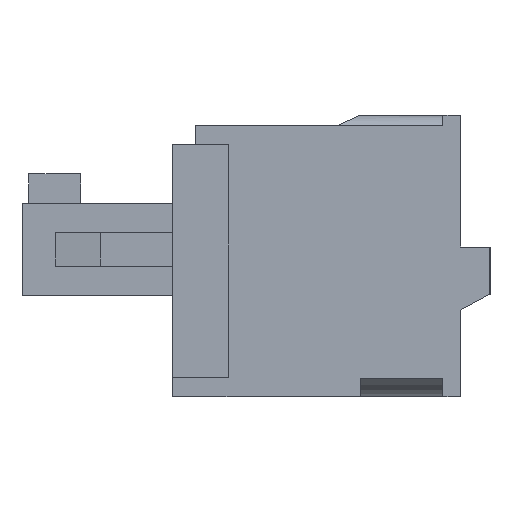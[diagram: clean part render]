
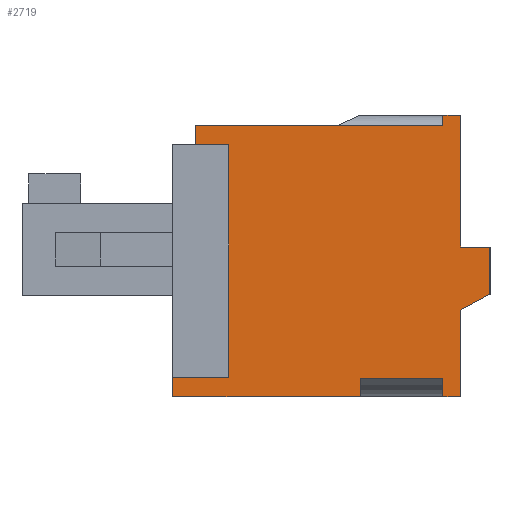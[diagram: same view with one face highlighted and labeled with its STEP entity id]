
A CAD part, left-side view. The second image highlights one B-rep face of the part: STEP entity #2719.
In plain terms, the highlighted planar face has unit normal (-1, 0, 0).
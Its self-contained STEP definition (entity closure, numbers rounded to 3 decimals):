
#2719 = ADVANCED_FACE( '', ( #6322 ), #6323, .T. );
#6322 = FACE_OUTER_BOUND( '', #10965, .T. );
#6323 = PLANE( '', #10966 );
#10965 = EDGE_LOOP( '', ( #18580, #18581, #18582, #18583, #18584, #18585, #18586, #18587, #18588, #18589, #18590, #18591, #18592, #18593, #18594, #18595, #18596, #18597 ) );
#10966 = AXIS2_PLACEMENT_3D( '', #18598, #18599, #18600 );
#18580 = ORIENTED_EDGE( '', *, *, #31402, .T. );
#18581 = ORIENTED_EDGE( '', *, *, #31195, .T. );
#18582 = ORIENTED_EDGE( '', *, *, #31403, .F. );
#18583 = ORIENTED_EDGE( '', *, *, #31404, .F. );
#18584 = ORIENTED_EDGE( '', *, *, #28912, .T. );
#18585 = ORIENTED_EDGE( '', *, *, #31405, .T. );
#18586 = ORIENTED_EDGE( '', *, *, #31406, .T. );
#18587 = ORIENTED_EDGE( '', *, *, #31407, .F. );
#18588 = ORIENTED_EDGE( '', *, *, #31408, .T. );
#18589 = ORIENTED_EDGE( '', *, *, #31409, .T. );
#18590 = ORIENTED_EDGE( '', *, *, #31350, .T. );
#18591 = ORIENTED_EDGE( '', *, *, #29860, .F. );
#18592 = ORIENTED_EDGE( '', *, *, #31410, .F. );
#18593 = ORIENTED_EDGE( '', *, *, #31411, .T. );
#18594 = ORIENTED_EDGE( '', *, *, #31412, .F. );
#18595 = ORIENTED_EDGE( '', *, *, #31413, .T. );
#18596 = ORIENTED_EDGE( '', *, *, #31414, .T. );
#18597 = ORIENTED_EDGE( '', *, *, #31415, .T. );
#18598 = CARTESIAN_POINT( '', ( -17.545, -7.05, -6.25 ) );
#18599 = DIRECTION( '', ( -1., 0., 0. ) );
#18600 = DIRECTION( '', ( 0., 0., 1. ) );
#28912 = EDGE_CURVE( '', #34761, #34759, #34762, .T. );
#29860 = EDGE_CURVE( '', #36458, #36456, #36460, .T. );
#31195 = EDGE_CURVE( '', #38656, #38654, #38657, .T. );
#31350 = EDGE_CURVE( '', #38898, #36456, #38900, .T. );
#31402 = EDGE_CURVE( '', #38978, #38656, #38979, .T. );
#31403 = EDGE_CURVE( '', #38980, #38654, #38981, .T. );
#31404 = EDGE_CURVE( '', #34761, #38980, #38982, .T. );
#31405 = EDGE_CURVE( '', #34759, #38983, #38984, .T. );
#31406 = EDGE_CURVE( '', #38983, #38985, #38986, .T. );
#31407 = EDGE_CURVE( '', #38987, #38985, #38988, .T. );
#31408 = EDGE_CURVE( '', #38987, #38989, #38990, .T. );
#31409 = EDGE_CURVE( '', #38989, #38898, #38991, .T. );
#31410 = EDGE_CURVE( '', #38992, #36458, #38993, .T. );
#31411 = EDGE_CURVE( '', #38992, #38994, #38995, .T. );
#31412 = EDGE_CURVE( '', #38996, #38994, #38997, .T. );
#31413 = EDGE_CURVE( '', #38996, #38998, #38999, .T. );
#31414 = EDGE_CURVE( '', #38998, #39000, #39001, .T. );
#31415 = EDGE_CURVE( '', #39000, #38978, #39002, .T. );
#34759 = VERTEX_POINT( '', #43314 );
#34761 = VERTEX_POINT( '', #43317 );
#34762 = LINE( '', #43318, #43319 );
#36456 = VERTEX_POINT( '', #45819 );
#36458 = VERTEX_POINT( '', #45822 );
#36460 = LINE( '', #45825, #45826 );
#38654 = VERTEX_POINT( '', #49114 );
#38656 = VERTEX_POINT( '', #49117 );
#38657 = LINE( '', #49118, #49119 );
#38898 = VERTEX_POINT( '', #49489 );
#38900 = LINE( '', #49492, #49493 );
#38978 = VERTEX_POINT( '', #49607 );
#38979 = LINE( '', #49608, #49609 );
#38980 = VERTEX_POINT( '', #49610 );
#38981 = LINE( '', #49611, #49612 );
#38982 = LINE( '', #49613, #49614 );
#38983 = VERTEX_POINT( '', #49615 );
#38984 = LINE( '', #49616, #49617 );
#38985 = VERTEX_POINT( '', #49618 );
#38986 = LINE( '', #49619, #49620 );
#38987 = VERTEX_POINT( '', #49621 );
#38988 = LINE( '', #49622, #49623 );
#38989 = VERTEX_POINT( '', #49624 );
#38990 = LINE( '', #49625, #49626 );
#38991 = LINE( '', #49627, #49628 );
#38992 = VERTEX_POINT( '', #49629 );
#38993 = LINE( '', #49630, #49631 );
#38994 = VERTEX_POINT( '', #49632 );
#38995 = LINE( '', #49633, #49634 );
#38996 = VERTEX_POINT( '', #49635 );
#38997 = LINE( '', #49636, #49637 );
#38998 = VERTEX_POINT( '', #49638 );
#38999 = LINE( '', #49639, #49640 );
#39000 = VERTEX_POINT( '', #49641 );
#39001 = LINE( '', #49642, #49643 );
#39002 = LINE( '', #49644, #49645 );
#43314 = CARTESIAN_POINT( '', ( -17.545, -1.3, -5.45 ) );
#43317 = CARTESIAN_POINT( '', ( -17.545, -1.3, -6.25 ) );
#43318 = CARTESIAN_POINT( '', ( -17.545, -1.3, -6.25 ) );
#43319 = VECTOR( '', #55775, 1000. );
#45819 = CARTESIAN_POINT( '', ( -17.545, -7.05, 0.4 ) );
#45822 = CARTESIAN_POINT( '', ( -17.545, -5.75, 0.4 ) );
#45825 = CARTESIAN_POINT( '', ( -17.545, -7.05, 0.4 ) );
#45826 = VECTOR( '', #56647, 1000. );
#49114 = CARTESIAN_POINT( '', ( -17.545, 7.05, -5.4 ) );
#49117 = CARTESIAN_POINT( '', ( -17.545, 4.55, -5.4 ) );
#49118 = CARTESIAN_POINT( '', ( -17.545, 7.05, -5.4 ) );
#49119 = VECTOR( '', #57929, 1000. );
#49489 = CARTESIAN_POINT( '', ( -17.545, -7.05, -1.7 ) );
#49492 = CARTESIAN_POINT( '', ( -17.545, -7.05, -6.25 ) );
#49493 = VECTOR( '', #58072, 1000. );
#49607 = CARTESIAN_POINT( '', ( -17.545, 4.55, 4.95 ) );
#49608 = CARTESIAN_POINT( '', ( -17.545, 4.55, 34.429 ) );
#49609 = VECTOR( '', #58121, 1000. );
#49610 = CARTESIAN_POINT( '', ( -17.545, 7.05, -6.25 ) );
#49611 = CARTESIAN_POINT( '', ( -17.545, 7.05, -6.25 ) );
#49612 = VECTOR( '', #58122, 1000. );
#49613 = CARTESIAN_POINT( '', ( -17.545, -7.05, -6.25 ) );
#49614 = VECTOR( '', #58123, 1000. );
#49615 = CARTESIAN_POINT( '', ( -17.545, -4.95, -5.45 ) );
#49616 = CARTESIAN_POINT( '', ( -17.545, -1.3, -5.45 ) );
#49617 = VECTOR( '', #58124, 1000. );
#49618 = CARTESIAN_POINT( '', ( -17.545, -4.95, -6.25 ) );
#49619 = CARTESIAN_POINT( '', ( -17.545, -4.95, -5.45 ) );
#49620 = VECTOR( '', #58125, 1000. );
#49621 = CARTESIAN_POINT( '', ( -17.545, -5.75, -6.25 ) );
#49622 = CARTESIAN_POINT( '', ( -17.545, -7.05, -6.25 ) );
#49623 = VECTOR( '', #58126, 1000. );
#49624 = CARTESIAN_POINT( '', ( -17.545, -5.75, -2.4 ) );
#49625 = CARTESIAN_POINT( '', ( -17.545, -5.75, -6.25 ) );
#49626 = VECTOR( '', #58127, 1000. );
#49627 = CARTESIAN_POINT( '', ( -17.545, -5.75, -2.4 ) );
#49628 = VECTOR( '', #58128, 1000. );
#49629 = CARTESIAN_POINT( '', ( -17.545, -5.75, 6.25 ) );
#49630 = CARTESIAN_POINT( '', ( -17.545, -5.75, 6.25 ) );
#49631 = VECTOR( '', #58129, 1000. );
#49632 = CARTESIAN_POINT( '', ( -17.545, -4.95, 6.25 ) );
#49633 = CARTESIAN_POINT( '', ( -17.545, -7.05, 6.25 ) );
#49634 = VECTOR( '', #58130, 1000. );
#49635 = CARTESIAN_POINT( '', ( -17.545, -4.95, 5.8 ) );
#49636 = CARTESIAN_POINT( '', ( -17.545, -4.95, -33.579 ) );
#49637 = VECTOR( '', #58131, 1000. );
#49638 = CARTESIAN_POINT( '', ( -17.545, 6.05, 5.8 ) );
#49639 = CARTESIAN_POINT( '', ( -17.545, -0.25, 5.8 ) );
#49640 = VECTOR( '', #58132, 1000. );
#49641 = CARTESIAN_POINT( '', ( -17.545, 6.05, 4.95 ) );
#49642 = CARTESIAN_POINT( '', ( -17.545, 6.05, 5.8 ) );
#49643 = VECTOR( '', #58133, 1000. );
#49644 = CARTESIAN_POINT( '', ( -17.545, 6.05, 4.95 ) );
#49645 = VECTOR( '', #58134, 1000. );
#55775 = DIRECTION( '', ( 0., 0., 1. ) );
#56647 = DIRECTION( '', ( 0., -1., 0. ) );
#57929 = DIRECTION( '', ( 0., 1., 0. ) );
#58072 = DIRECTION( '', ( 0., 0., 1. ) );
#58121 = DIRECTION( '', ( 0., 0., -1. ) );
#58122 = DIRECTION( '', ( 0., 0., 1. ) );
#58123 = DIRECTION( '', ( 0., 1., 0. ) );
#58124 = DIRECTION( '', ( 0., -1., 0. ) );
#58125 = DIRECTION( '', ( 0., 0., -1. ) );
#58126 = DIRECTION( '', ( 0., 1., 0. ) );
#58127 = DIRECTION( '', ( 0., 0., 1. ) );
#58128 = DIRECTION( '', ( 0., -0.88, 0.474 ) );
#58129 = DIRECTION( '', ( 0., 0., -1. ) );
#58130 = DIRECTION( '', ( 0., 1., 0. ) );
#58131 = DIRECTION( '', ( 0., 0., 1. ) );
#58132 = DIRECTION( '', ( 0., 1., 0. ) );
#58133 = DIRECTION( '', ( 0., 0., -1. ) );
#58134 = DIRECTION( '', ( 0., -1., 0. ) );
